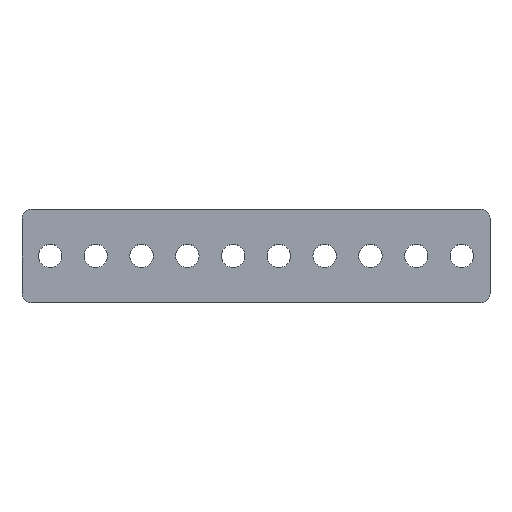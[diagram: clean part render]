
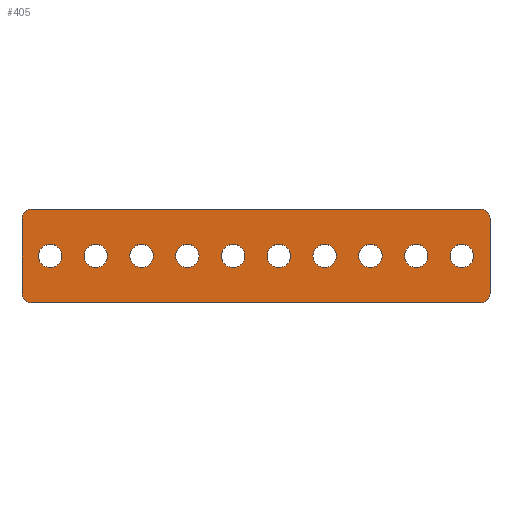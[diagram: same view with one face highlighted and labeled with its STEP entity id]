
A CAD part, top view. The second image highlights one B-rep face of the part: STEP entity #405.
In plain terms, the highlighted planar face has unit normal (0, 0, 1).
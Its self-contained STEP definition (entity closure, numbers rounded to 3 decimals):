
#15=FACE_BOUND('',#74,.T.);
#16=FACE_BOUND('',#75,.T.);
#17=FACE_BOUND('',#76,.T.);
#18=FACE_BOUND('',#77,.T.);
#19=FACE_BOUND('',#78,.T.);
#20=FACE_BOUND('',#79,.T.);
#21=FACE_BOUND('',#80,.T.);
#22=FACE_BOUND('',#81,.T.);
#23=FACE_BOUND('',#82,.T.);
#24=FACE_BOUND('',#83,.T.);
#36=PLANE('',#461);
#53=FACE_OUTER_BOUND('',#73,.T.);
#73=EDGE_LOOP('',(#319,#320,#321,#322,#323,#324,#325,#326));
#74=EDGE_LOOP('',(#327));
#75=EDGE_LOOP('',(#328));
#76=EDGE_LOOP('',(#329));
#77=EDGE_LOOP('',(#330));
#78=EDGE_LOOP('',(#331));
#79=EDGE_LOOP('',(#332));
#80=EDGE_LOOP('',(#333));
#81=EDGE_LOOP('',(#334));
#82=EDGE_LOOP('',(#335));
#83=EDGE_LOOP('',(#336));
#113=LINE('',#671,#139);
#116=LINE('',#677,#142);
#117=LINE('',#681,#143);
#118=LINE('',#685,#144);
#139=VECTOR('',#557,10.);
#142=VECTOR('',#562,10.);
#143=VECTOR('',#565,10.);
#144=VECTOR('',#568,10.);
#153=CIRCLE('',#428,6.25);
#155=CIRCLE('',#431,6.25);
#157=CIRCLE('',#434,6.25);
#159=CIRCLE('',#437,6.25);
#161=CIRCLE('',#440,6.25);
#163=CIRCLE('',#443,6.25);
#165=CIRCLE('',#446,6.25);
#167=CIRCLE('',#449,6.25);
#169=CIRCLE('',#452,6.25);
#171=CIRCLE('',#455,6.25);
#173=CIRCLE('',#458,5.);
#175=CIRCLE('',#462,5.);
#176=CIRCLE('',#463,5.);
#177=CIRCLE('',#464,5.);
#181=VERTEX_POINT('',#601);
#183=VERTEX_POINT('',#607);
#185=VERTEX_POINT('',#613);
#187=VERTEX_POINT('',#619);
#189=VERTEX_POINT('',#625);
#191=VERTEX_POINT('',#631);
#193=VERTEX_POINT('',#637);
#195=VERTEX_POINT('',#643);
#197=VERTEX_POINT('',#649);
#199=VERTEX_POINT('',#655);
#201=VERTEX_POINT('',#661);
#202=VERTEX_POINT('',#662);
#205=VERTEX_POINT('',#670);
#207=VERTEX_POINT('',#676);
#208=VERTEX_POINT('',#678);
#209=VERTEX_POINT('',#680);
#210=VERTEX_POINT('',#682);
#211=VERTEX_POINT('',#684);
#217=EDGE_CURVE('',#181,#181,#153,.T.);
#220=EDGE_CURVE('',#183,#183,#155,.T.);
#223=EDGE_CURVE('',#185,#185,#157,.T.);
#226=EDGE_CURVE('',#187,#187,#159,.T.);
#229=EDGE_CURVE('',#189,#189,#161,.T.);
#232=EDGE_CURVE('',#191,#191,#163,.T.);
#235=EDGE_CURVE('',#193,#193,#165,.T.);
#238=EDGE_CURVE('',#195,#195,#167,.T.);
#241=EDGE_CURVE('',#197,#197,#169,.T.);
#244=EDGE_CURVE('',#199,#199,#171,.T.);
#247=EDGE_CURVE('',#201,#202,#173,.T.);
#251=EDGE_CURVE('',#205,#202,#113,.T.);
#254=EDGE_CURVE('',#201,#207,#116,.T.);
#255=EDGE_CURVE('',#208,#207,#175,.T.);
#256=EDGE_CURVE('',#208,#209,#117,.T.);
#257=EDGE_CURVE('',#210,#209,#176,.T.);
#258=EDGE_CURVE('',#210,#211,#118,.T.);
#259=EDGE_CURVE('',#205,#211,#177,.T.);
#319=ORIENTED_EDGE('',*,*,#247,.F.);
#320=ORIENTED_EDGE('',*,*,#254,.T.);
#321=ORIENTED_EDGE('',*,*,#255,.F.);
#322=ORIENTED_EDGE('',*,*,#256,.T.);
#323=ORIENTED_EDGE('',*,*,#257,.F.);
#324=ORIENTED_EDGE('',*,*,#258,.T.);
#325=ORIENTED_EDGE('',*,*,#259,.F.);
#326=ORIENTED_EDGE('',*,*,#251,.T.);
#327=ORIENTED_EDGE('',*,*,#217,.T.);
#328=ORIENTED_EDGE('',*,*,#220,.T.);
#329=ORIENTED_EDGE('',*,*,#223,.T.);
#330=ORIENTED_EDGE('',*,*,#226,.T.);
#331=ORIENTED_EDGE('',*,*,#229,.T.);
#332=ORIENTED_EDGE('',*,*,#232,.T.);
#333=ORIENTED_EDGE('',*,*,#235,.T.);
#334=ORIENTED_EDGE('',*,*,#238,.T.);
#335=ORIENTED_EDGE('',*,*,#241,.T.);
#336=ORIENTED_EDGE('',*,*,#244,.T.);
#405=ADVANCED_FACE('',(#53,#15,#16,#17,#18,#19,#20,#21,#22,#23,#24),#36,
 .T.);
#428=AXIS2_PLACEMENT_3D('',#602,#479,#480);
#431=AXIS2_PLACEMENT_3D('',#608,#486,#487);
#434=AXIS2_PLACEMENT_3D('',#614,#493,#494);
#437=AXIS2_PLACEMENT_3D('',#620,#500,#501);
#440=AXIS2_PLACEMENT_3D('',#626,#507,#508);
#443=AXIS2_PLACEMENT_3D('',#632,#514,#515);
#446=AXIS2_PLACEMENT_3D('',#638,#521,#522);
#449=AXIS2_PLACEMENT_3D('',#644,#528,#529);
#452=AXIS2_PLACEMENT_3D('',#650,#535,#536);
#455=AXIS2_PLACEMENT_3D('',#656,#542,#543);
#458=AXIS2_PLACEMENT_3D('',#663,#549,#550);
#461=AXIS2_PLACEMENT_3D('',#675,#560,#561);
#462=AXIS2_PLACEMENT_3D('',#679,#563,#564);
#463=AXIS2_PLACEMENT_3D('',#683,#566,#567);
#464=AXIS2_PLACEMENT_3D('',#686,#569,#570);
#479=DIRECTION('center_axis',(0.,0.,-1.));
#480=DIRECTION('ref_axis',(-1.,0.,0.));
#486=DIRECTION('center_axis',(0.,0.,-1.));
#487=DIRECTION('ref_axis',(-1.,0.,0.));
#493=DIRECTION('center_axis',(0.,0.,-1.));
#494=DIRECTION('ref_axis',(-1.,0.,0.));
#500=DIRECTION('center_axis',(0.,0.,-1.));
#501=DIRECTION('ref_axis',(-1.,0.,0.));
#507=DIRECTION('center_axis',(0.,0.,-1.));
#508=DIRECTION('ref_axis',(-1.,0.,0.));
#514=DIRECTION('center_axis',(0.,0.,-1.));
#515=DIRECTION('ref_axis',(-1.,0.,0.));
#521=DIRECTION('center_axis',(0.,0.,-1.));
#522=DIRECTION('ref_axis',(-1.,0.,0.));
#528=DIRECTION('center_axis',(0.,0.,-1.));
#529=DIRECTION('ref_axis',(-1.,0.,0.));
#535=DIRECTION('center_axis',(0.,0.,-1.));
#536=DIRECTION('ref_axis',(-1.,0.,0.));
#542=DIRECTION('center_axis',(0.,0.,-1.));
#543=DIRECTION('ref_axis',(-1.,0.,0.));
#549=DIRECTION('center_axis',(0.,0.,-1.));
#550=DIRECTION('ref_axis',(0.707,0.707,0.));
#557=DIRECTION('',(0.,1.,0.));
#560=DIRECTION('center_axis',(0.,0.,1.));
#561=DIRECTION('ref_axis',(1.,0.,0.));
#562=DIRECTION('',(-1.,0.,0.));
#563=DIRECTION('center_axis',(0.,0.,-1.));
#564=DIRECTION('ref_axis',(-0.707,0.707,0.));
#565=DIRECTION('',(0.,-1.,0.));
#566=DIRECTION('center_axis',(0.,0.,-1.));
#567=DIRECTION('ref_axis',(-0.707,-0.707,0.));
#568=DIRECTION('',(1.,0.,0.));
#569=DIRECTION('center_axis',(0.,0.,-1.));
#570=DIRECTION('ref_axis',(0.707,-0.707,0.));
#601=CARTESIAN_POINT('',(142.361,0.,5.));
#602=CARTESIAN_POINT('Origin',(136.111,0.,5.));
#607=CARTESIAN_POINT('',(44.583,0.,5.));
#608=CARTESIAN_POINT('Origin',(38.333,0.,5.));
#613=CARTESIAN_POINT('',(-28.75,0.,5.));
#614=CARTESIAN_POINT('Origin',(-35.,0.,5.));
#619=CARTESIAN_POINT('',(69.028,0.,5.));
#620=CARTESIAN_POINT('Origin',(62.778,0.,5.));
#625=CARTESIAN_POINT('',(166.806,0.,5.));
#626=CARTESIAN_POINT('Origin',(160.556,0.,5.));
#631=CARTESIAN_POINT('',(117.917,0.,5.));
#632=CARTESIAN_POINT('Origin',(111.667,0.,5.));
#637=CARTESIAN_POINT('',(20.139,0.,5.));
#638=CARTESIAN_POINT('Origin',(13.889,0.,5.));
#643=CARTESIAN_POINT('',(-4.306,0.,5.));
#644=CARTESIAN_POINT('Origin',(-10.556,0.,5.));
#649=CARTESIAN_POINT('',(93.472,0.,5.));
#650=CARTESIAN_POINT('Origin',(87.222,0.,5.));
#655=CARTESIAN_POINT('',(191.25,0.,5.));
#656=CARTESIAN_POINT('Origin',(185.,0.,5.));
#661=CARTESIAN_POINT('',(195.,25.,5.));
#662=CARTESIAN_POINT('',(200.,20.,5.));
#663=CARTESIAN_POINT('Origin',(195.,20.,5.));
#670=CARTESIAN_POINT('',(200.,-20.,5.));
#671=CARTESIAN_POINT('',(200.,25.,5.));
#675=CARTESIAN_POINT('Origin',(75.,0.,5.));
#676=CARTESIAN_POINT('',(-45.,25.,5.));
#677=CARTESIAN_POINT('',(-50.,25.,5.));
#678=CARTESIAN_POINT('',(-50.,20.,5.));
#679=CARTESIAN_POINT('Origin',(-45.,20.,5.));
#680=CARTESIAN_POINT('',(-50.,-20.,5.));
#681=CARTESIAN_POINT('',(-50.,-25.,5.));
#682=CARTESIAN_POINT('',(-45.,-25.,5.));
#683=CARTESIAN_POINT('Origin',(-45.,-20.,5.));
#684=CARTESIAN_POINT('',(195.,-25.,5.));
#685=CARTESIAN_POINT('',(200.,-25.,5.));
#686=CARTESIAN_POINT('Origin',(195.,-20.,5.));
